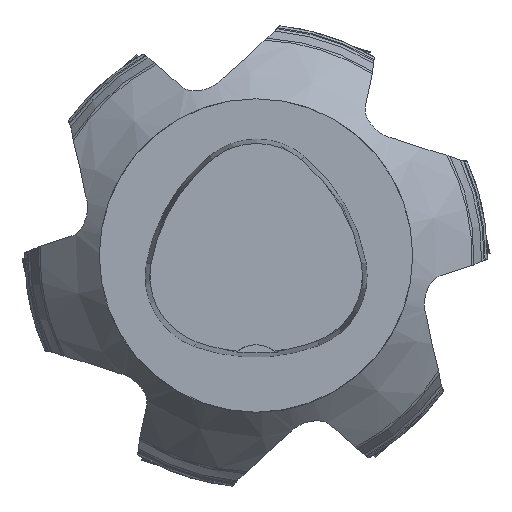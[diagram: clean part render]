
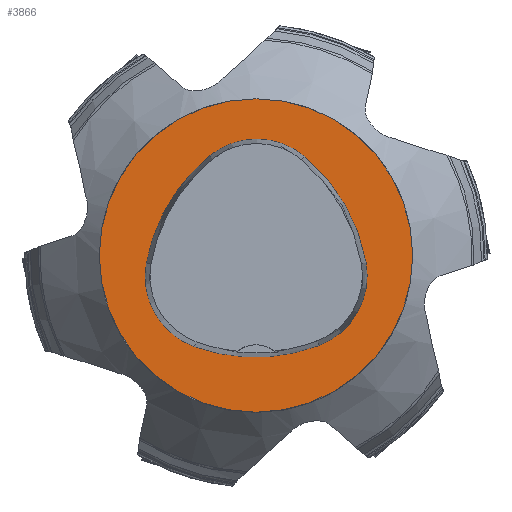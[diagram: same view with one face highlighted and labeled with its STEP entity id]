
A CAD part, top view. The second image highlights one B-rep face of the part: STEP entity #3866.
In plain terms, the highlighted planar face has unit normal (0, 0, 1).
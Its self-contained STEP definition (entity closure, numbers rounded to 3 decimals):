
#1863=FACE_BOUND('',#9641,.T.);
#1864=FACE_BOUND('',#9642,.T.);
#3866=ADVANCED_FACE('',(#1863,#1864),#6148,.T.);
#6148=PLANE('',#43943);
#9641=EDGE_LOOP('',(#18029,#18030,#18031,#18032,#18033,#18034));
#9642=EDGE_LOOP('',(#18035));
#13989=CIRCLE('',#43920,36.);
#13990=CIRCLE('',#43922,15.);
#13991=CIRCLE('',#43924,36.);
#13992=CIRCLE('',#43926,15.);
#13993=CIRCLE('',#43928,36.);
#13994=CIRCLE('',#43930,15.);
#13995=CIRCLE('',#43942,31.5);
#18029=ORIENTED_EDGE('',*,*,#33911,.T.);
#18030=ORIENTED_EDGE('',*,*,#33909,.T.);
#18031=ORIENTED_EDGE('',*,*,#33907,.T.);
#18032=ORIENTED_EDGE('',*,*,#33905,.T.);
#18033=ORIENTED_EDGE('',*,*,#33903,.T.);
#18034=ORIENTED_EDGE('',*,*,#33901,.T.);
#18035=ORIENTED_EDGE('',*,*,#33924,.F.);
#29531=VERTEX_POINT('',#67273);
#29532=VERTEX_POINT('',#67275);
#29533=VERTEX_POINT('',#67279);
#29534=VERTEX_POINT('',#67283);
#29535=VERTEX_POINT('',#67287);
#29536=VERTEX_POINT('',#67291);
#29545=VERTEX_POINT('',#67323);
#33901=EDGE_CURVE('',#29532,#29531,#13989,.T.);
#33903=EDGE_CURVE('',#29533,#29532,#13990,.T.);
#33905=EDGE_CURVE('',#29534,#29533,#13991,.T.);
#33907=EDGE_CURVE('',#29535,#29534,#13992,.T.);
#33909=EDGE_CURVE('',#29536,#29535,#13993,.T.);
#33911=EDGE_CURVE('',#29531,#29536,#13994,.T.);
#33924=EDGE_CURVE('',#29545,#29545,#13995,.T.);
#43920=AXIS2_PLACEMENT_3D('',#67274,#49947,#49948);
#43922=AXIS2_PLACEMENT_3D('',#67278,#49952,#49953);
#43924=AXIS2_PLACEMENT_3D('',#67282,#49957,#49958);
#43926=AXIS2_PLACEMENT_3D('',#67286,#49962,#49963);
#43928=AXIS2_PLACEMENT_3D('',#67290,#49967,#49968);
#43930=AXIS2_PLACEMENT_3D('',#67294,#49972,#49973);
#43942=AXIS2_PLACEMENT_3D('',#67322,#50004,#50005);
#43943=AXIS2_PLACEMENT_3D('',#67324,#50006,#50007);
#49947=DIRECTION('',(0.,0.,-1.));
#49948=DIRECTION('',(-1.,0.,0.));
#49952=DIRECTION('',(0.,0.,-1.));
#49953=DIRECTION('',(-1.,0.,0.));
#49957=DIRECTION('',(0.,0.,-1.));
#49958=DIRECTION('',(-1.,0.,0.));
#49962=DIRECTION('',(0.,0.,-1.));
#49963=DIRECTION('',(-1.,0.,0.));
#49967=DIRECTION('',(0.,0.,-1.));
#49968=DIRECTION('',(-1.,0.,0.));
#49972=DIRECTION('',(0.,0.,-1.));
#49973=DIRECTION('',(-1.,0.,0.));
#50004=DIRECTION('',(0.,0.,-1.));
#50005=DIRECTION('',(-1.,0.,0.));
#50006=DIRECTION('',(0.,0.,1.));
#50007=DIRECTION('',(1.,0.,0.));
#67273=CARTESIAN_POINT('',(-12.373,-18.307,0.));
#67274=CARTESIAN_POINT('',(-0.137,15.55,0.));
#67275=CARTESIAN_POINT('',(12.693,-18.087,0.));
#67278=CARTESIAN_POINT('',(7.347,-4.071,0.));
#67279=CARTESIAN_POINT('',(22.122,-1.48,0.));
#67282=CARTESIAN_POINT('',(-13.337,-7.7,0.));
#67283=CARTESIAN_POINT('',(9.779,19.898,0.));
#67286=CARTESIAN_POINT('',(0.148,8.399,0.));
#67287=CARTESIAN_POINT('',(-9.317,20.036,0.));
#67290=CARTESIAN_POINT('',(13.398,-7.893,0.));
#67291=CARTESIAN_POINT('',(-22.041,-1.562,0.));
#67294=CARTESIAN_POINT('',(-7.275,-4.2,0.));
#67322=CARTESIAN_POINT('',(0.,0.,
0.));
#67323=CARTESIAN_POINT('',(-31.5,0.,0.));
#67324=CARTESIAN_POINT('',(0.,0.,
0.));
